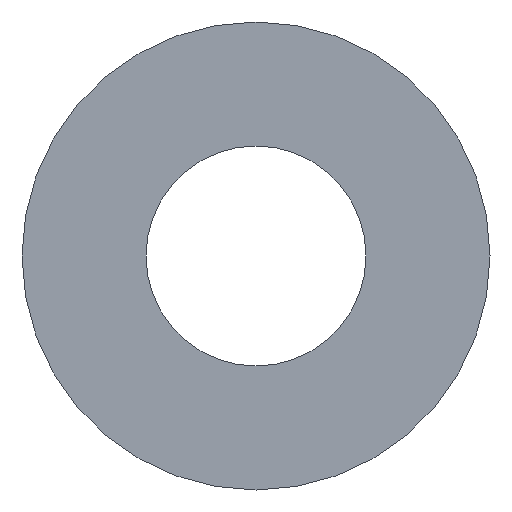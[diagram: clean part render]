
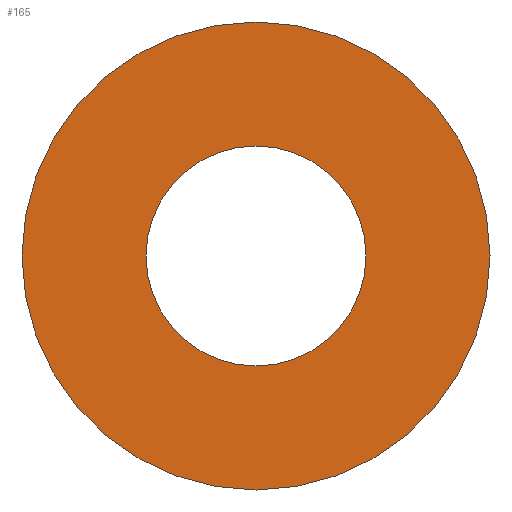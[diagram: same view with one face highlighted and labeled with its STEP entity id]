
A CAD part, left-side view. The second image highlights one B-rep face of the part: STEP entity #165.
In plain terms, the highlighted planar face has unit normal (-1, 0, 0).
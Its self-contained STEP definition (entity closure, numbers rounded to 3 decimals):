
#79 = EDGE_CURVE( '', #105, #177, #202, .T. );
#87 = EDGE_CURVE( '', #179, #143, #211, .T. );
#93 = EDGE_CURVE( '', #177, #105, #218, .T. );
#101 = EDGE_CURVE( '', #143, #179, #227, .T. );
#105 = VERTEX_POINT( '', #231 );
#143 = VERTEX_POINT( '', #275 );
#165 = ADVANCED_FACE( '', ( #301, #302 ), #303, .T. );
#177 = VERTEX_POINT( '', #315 );
#179 = VERTEX_POINT( '', #317 );
#202 = CIRCLE( '', #331, 18.333 );
#211 = CIRCLE( '', #344, 39. );
#218 = CIRCLE( '', #354, 18.333 );
#227 = CIRCLE( '', #365, 39. );
#231 = CARTESIAN_POINT( '', ( -4., -18.333, 0. ) );
#275 = CARTESIAN_POINT( '', ( -4., -39., 0. ) );
#301 = FACE_BOUND( '', #454, .T. );
#302 = FACE_OUTER_BOUND( '', #455, .T. );
#303 = PLANE( '', #456 );
#315 = CARTESIAN_POINT( '', ( -4., 18.333, 0. ) );
#317 = CARTESIAN_POINT( '', ( -4., 39., 0. ) );
#331 = AXIS2_PLACEMENT_3D( '', #488, #489, #490 );
#344 = AXIS2_PLACEMENT_3D( '', #503, #504, #505 );
#354 = AXIS2_PLACEMENT_3D( '', #515, #516, #517 );
#365 = AXIS2_PLACEMENT_3D( '', #529, #530, #531 );
#454 = EDGE_LOOP( '', ( #613, #614 ) );
#455 = EDGE_LOOP( '', ( #615, #616 ) );
#456 = AXIS2_PLACEMENT_3D( '', #617, #618, #619 );
#488 = CARTESIAN_POINT( '', ( -4., 0., 0. ) );
#489 = DIRECTION( '', ( -1., 0., 0. ) );
#490 = DIRECTION( '', ( 0., 1., 0. ) );
#503 = CARTESIAN_POINT( '', ( -4., 0., 0. ) );
#504 = DIRECTION( '', ( -1., 0., 0. ) );
#505 = DIRECTION( '', ( 0., 1., 0. ) );
#515 = CARTESIAN_POINT( '', ( -4., 0., 0. ) );
#516 = DIRECTION( '', ( -1., 0., 0. ) );
#517 = DIRECTION( '', ( 0., 1., 0. ) );
#529 = CARTESIAN_POINT( '', ( -4., 0., 0. ) );
#530 = DIRECTION( '', ( -1., 0., 0. ) );
#531 = DIRECTION( '', ( 0., 1., 0. ) );
#613 = ORIENTED_EDGE( '', *, *, #93, .F. );
#614 = ORIENTED_EDGE( '', *, *, #79, .F. );
#615 = ORIENTED_EDGE( '', *, *, #87, .T. );
#616 = ORIENTED_EDGE( '', *, *, #101, .T. );
#617 = CARTESIAN_POINT( '', ( -4., 28.667, 0. ) );
#618 = DIRECTION( '', ( -1., 0., 0. ) );
#619 = DIRECTION( '', ( 0., 1., 0. ) );
